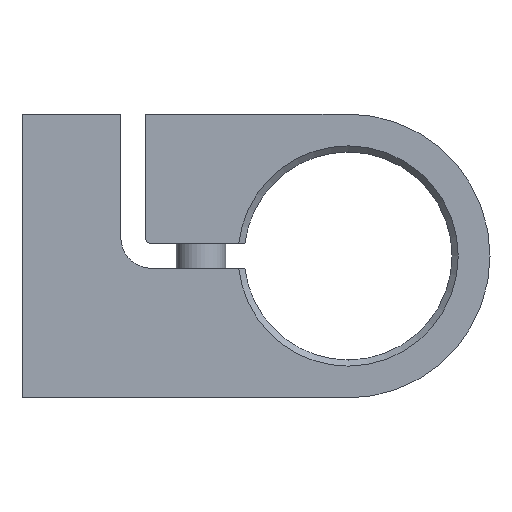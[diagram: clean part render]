
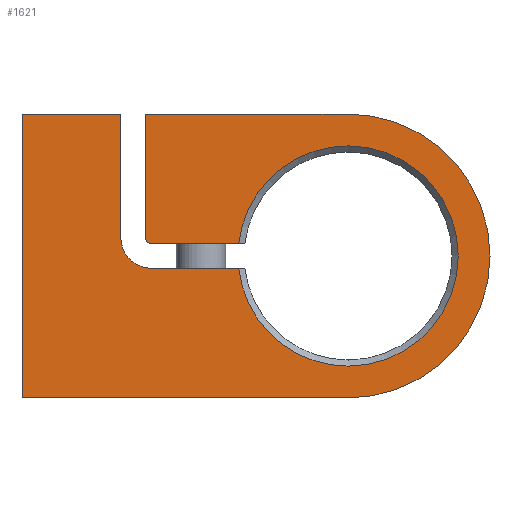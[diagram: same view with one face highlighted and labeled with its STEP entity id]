
A CAD part, front view. The second image highlights one B-rep face of the part: STEP entity #1621.
In plain terms, the highlighted planar face has unit normal (0, -1, 0).
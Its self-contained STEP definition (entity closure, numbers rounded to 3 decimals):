
#3 = DIRECTION ( 'NONE',  ( 0., 0., 1. ) ) ;
#19 = AXIS2_PLACEMENT_3D ( 'NONE', #1020, #1005, #1961 ) ;
#22 = CARTESIAN_POINT ( 'NONE',  ( 0., -8., 0. ) ) ;
#32 = CARTESIAN_POINT ( 'NONE',  ( 0., -8., 23. ) ) ;
#44 = EDGE_CURVE ( 'NONE', #1836, #1066, #1112, .T. ) ;
#57 = DIRECTION ( 'NONE',  ( -1., 0., 0. ) ) ;
#79 = ORIENTED_EDGE ( 'NONE', *, *, #1381, .F. ) ;
#105 = DIRECTION ( 'NONE',  ( 0., 0., 1. ) ) ;
#127 = VERTEX_POINT ( 'NONE', #1135 ) ;
#137 = ORIENTED_EDGE ( 'NONE', *, *, #44, .F. ) ;
#140 = EDGE_CURVE ( 'NONE', #2042, #1752, #1024, .T. ) ;
#143 = CARTESIAN_POINT ( 'NONE',  ( -17.738, -8., -2. ) ) ;
#155 = ORIENTED_EDGE ( 'NONE', *, *, #998, .F. ) ;
#161 = PLANE ( 'NONE',  #783 ) ;
#162 = VERTEX_POINT ( 'NONE', #2271 ) ;
#179 = EDGE_LOOP ( 'NONE', ( #1323, #903, #543, #2228, #1488, #137, #2170, #1009, #2266, #1213, #1520, #1334, #155, #79 ) ) ;
#205 = EDGE_CURVE ( 'NONE', #162, #2328, #1571, .T. ) ;
#220 = DIRECTION ( 'NONE',  ( 1., 0., 0. ) ) ;
#244 = LINE ( 'NONE', #1376, #622 ) ;
#260 = DIRECTION ( 'NONE',  ( 0., 1., 0. ) ) ;
#281 = VERTEX_POINT ( 'NONE', #1778 ) ;
#293 = AXIS2_PLACEMENT_3D ( 'NONE', #22, #2292, #462 ) ;
#294 = CIRCLE ( 'NONE', #1482, 17.85 ) ;
#315 = VECTOR ( 'NONE', #2207, 1000. ) ;
#325 = LINE ( 'NONE', #32, #2245 ) ;
#335 = CARTESIAN_POINT ( 'NONE',  ( -52.85, -8., 23. ) ) ;
#380 = CARTESIAN_POINT ( 'NONE',  ( -31.85, -8., 3. ) ) ;
#447 = CARTESIAN_POINT ( 'NONE',  ( 0., -8., 0. ) ) ;
#462 = DIRECTION ( 'NONE',  ( 0., 0., 1. ) ) ;
#517 = EDGE_CURVE ( 'NONE', #127, #831, #1295, .T. ) ;
#543 = ORIENTED_EDGE ( 'NONE', *, *, #1680, .T. ) ;
#544 = EDGE_CURVE ( 'NONE', #2336, #829, #966, .T. ) ;
#608 = LINE ( 'NONE', #1097, #643 ) ;
#622 = VECTOR ( 'NONE', #57, 1000. ) ;
#626 = VERTEX_POINT ( 'NONE', #1948 ) ;
#643 = VECTOR ( 'NONE', #751, 1000. ) ;
#645 = LINE ( 'NONE', #2388, #315 ) ;
#714 = DIRECTION ( 'NONE',  ( 0., 0., 1. ) ) ;
#720 = CARTESIAN_POINT ( 'NONE',  ( 0., -8., -23. ) ) ;
#748 = DIRECTION ( 'NONE',  ( 0., 1., 0. ) ) ;
#751 = DIRECTION ( 'NONE',  ( 0., 0., -1. ) ) ;
#783 = AXIS2_PLACEMENT_3D ( 'NONE', #905, #1098, #714 ) ;
#810 = CIRCLE ( 'NONE', #1552, 1. ) ;
#811 = LINE ( 'NONE', #1465, #2071 ) ;
#829 = VERTEX_POINT ( 'NONE', #335 ) ;
#831 = VERTEX_POINT ( 'NONE', #720 ) ;
#838 = EDGE_CURVE ( 'NONE', #831, #2336, #645, .T. ) ;
#842 = DIRECTION ( 'NONE',  ( 0., 0., 1. ) ) ;
#844 = AXIS2_PLACEMENT_3D ( 'NONE', #380, #1510, #1879 ) ;
#863 = EDGE_CURVE ( 'NONE', #829, #1728, #811, .T. ) ;
#869 = VERTEX_POINT ( 'NONE', #2380 ) ;
#903 = ORIENTED_EDGE ( 'NONE', *, *, #140, .T. ) ;
#905 = CARTESIAN_POINT ( 'NONE',  ( 0., -8., 0. ) ) ;
#946 = DIRECTION ( 'NONE',  ( 0., 1., 0. ) ) ;
#963 = EDGE_CURVE ( 'NONE', #1066, #2328, #2299, .T. ) ;
#966 = LINE ( 'NONE', #1764, #1411 ) ;
#998 = EDGE_CURVE ( 'NONE', #626, #869, #1697, .T. ) ;
#1005 = DIRECTION ( 'NONE',  ( 0., 1., 0. ) ) ;
#1009 = ORIENTED_EDGE ( 'NONE', *, *, #863, .F. ) ;
#1020 = CARTESIAN_POINT ( 'NONE',  ( 0., -8., 0. ) ) ;
#1024 = CIRCLE ( 'NONE', #293, 17.85 ) ;
#1066 = VERTEX_POINT ( 'NONE', #1545 ) ;
#1097 = CARTESIAN_POINT ( 'NONE',  ( -36.85, -8., 3. ) ) ;
#1098 = DIRECTION ( 'NONE',  ( 0., 1., 0. ) ) ;
#1112 = CIRCLE ( 'NONE', #844, 5. ) ;
#1135 = CARTESIAN_POINT ( 'NONE',  ( 0., -8., 23. ) ) ;
#1176 = CARTESIAN_POINT ( 'NONE',  ( -16.731, -8., -2. ) ) ;
#1213 = ORIENTED_EDGE ( 'NONE', *, *, #838, .F. ) ;
#1248 = EDGE_CURVE ( 'NONE', #1728, #1836, #608, .T. ) ;
#1295 = CIRCLE ( 'NONE', #19, 23. ) ;
#1323 = ORIENTED_EDGE ( 'NONE', *, *, #1508, .F. ) ;
#1334 = ORIENTED_EDGE ( 'NONE', *, *, #1918, .F. ) ;
#1376 = CARTESIAN_POINT ( 'NONE',  ( -16.731, -8., 2. ) ) ;
#1378 = CARTESIAN_POINT ( 'NONE',  ( -17.738, -8., 2. ) ) ;
#1381 = EDGE_CURVE ( 'NONE', #281, #626, #810, .T. ) ;
#1411 = VECTOR ( 'NONE', #842, 1000. ) ;
#1465 = CARTESIAN_POINT ( 'NONE',  ( -36.85, -8., 23. ) ) ;
#1482 = AXIS2_PLACEMENT_3D ( 'NONE', #2399, #748, #1856 ) ;
#1488 = ORIENTED_EDGE ( 'NONE', *, *, #963, .F. ) ;
#1508 = EDGE_CURVE ( 'NONE', #2042, #281, #244, .T. ) ;
#1510 = DIRECTION ( 'NONE',  ( 0., -1., 0. ) ) ;
#1520 = ORIENTED_EDGE ( 'NONE', *, *, #517, .F. ) ;
#1545 = CARTESIAN_POINT ( 'NONE',  ( -31.85, -8., -2. ) ) ;
#1552 = AXIS2_PLACEMENT_3D ( 'NONE', #2075, #946, #3 ) ;
#1563 = DIRECTION ( 'NONE',  ( 0., 0., 1. ) ) ;
#1571 = CIRCLE ( 'NONE', #2188, 17.85 ) ;
#1577 = CARTESIAN_POINT ( 'NONE',  ( -52.85, -8., -23. ) ) ;
#1621 = ADVANCED_FACE ( 'NONE', ( #1934 ), #161, .F. ) ;
#1671 = CARTESIAN_POINT ( 'NONE',  ( 0., -8., 17.85 ) ) ;
#1679 = CARTESIAN_POINT ( 'NONE',  ( -36.85, -8., 23. ) ) ;
#1680 = EDGE_CURVE ( 'NONE', #1752, #162, #294, .T. ) ;
#1697 = LINE ( 'NONE', #1983, #2094 ) ;
#1728 = VERTEX_POINT ( 'NONE', #1679 ) ;
#1752 = VERTEX_POINT ( 'NONE', #1671 ) ;
#1764 = CARTESIAN_POINT ( 'NONE',  ( -52.85, -8., -23. ) ) ;
#1778 = CARTESIAN_POINT ( 'NONE',  ( -31.85, -8., 2. ) ) ;
#1836 = VERTEX_POINT ( 'NONE', #2068 ) ;
#1837 = DIRECTION ( 'NONE',  ( 1., 0., 0. ) ) ;
#1856 = DIRECTION ( 'NONE',  ( 0., 0., 1. ) ) ;
#1879 = DIRECTION ( 'NONE',  ( 0., 0., 1. ) ) ;
#1918 = EDGE_CURVE ( 'NONE', #869, #127, #325, .T. ) ;
#1934 = FACE_OUTER_BOUND ( 'NONE', #179, .T. ) ;
#1948 = CARTESIAN_POINT ( 'NONE',  ( -32.85, -8., 3. ) ) ;
#1961 = DIRECTION ( 'NONE',  ( 0., 0., 1. ) ) ;
#1983 = CARTESIAN_POINT ( 'NONE',  ( -32.85, -8., 3. ) ) ;
#2042 = VERTEX_POINT ( 'NONE', #1378 ) ;
#2068 = CARTESIAN_POINT ( 'NONE',  ( -36.85, -8., 3. ) ) ;
#2071 = VECTOR ( 'NONE', #1837, 1000. ) ;
#2075 = CARTESIAN_POINT ( 'NONE',  ( -31.85, -8., 3. ) ) ;
#2094 = VECTOR ( 'NONE', #105, 1000. ) ;
#2125 = DIRECTION ( 'NONE',  ( 1., 0., 0. ) ) ;
#2170 = ORIENTED_EDGE ( 'NONE', *, *, #1248, .F. ) ;
#2188 = AXIS2_PLACEMENT_3D ( 'NONE', #447, #260, #1563 ) ;
#2207 = DIRECTION ( 'NONE',  ( -1., 0., 0. ) ) ;
#2228 = ORIENTED_EDGE ( 'NONE', *, *, #205, .T. ) ;
#2245 = VECTOR ( 'NONE', #220, 1000. ) ;
#2266 = ORIENTED_EDGE ( 'NONE', *, *, #544, .F. ) ;
#2271 = CARTESIAN_POINT ( 'NONE',  ( 0., -8., -17.85 ) ) ;
#2292 = DIRECTION ( 'NONE',  ( 0., 1., 0. ) ) ;
#2299 = LINE ( 'NONE', #1176, #2416 ) ;
#2328 = VERTEX_POINT ( 'NONE', #143 ) ;
#2336 = VERTEX_POINT ( 'NONE', #1577 ) ;
#2380 = CARTESIAN_POINT ( 'NONE',  ( -32.85, -8., 23. ) ) ;
#2388 = CARTESIAN_POINT ( 'NONE',  ( 0., -8., -23. ) ) ;
#2399 = CARTESIAN_POINT ( 'NONE',  ( 0., -8., 0. ) ) ;
#2416 = VECTOR ( 'NONE', #2125, 1000. ) ;
